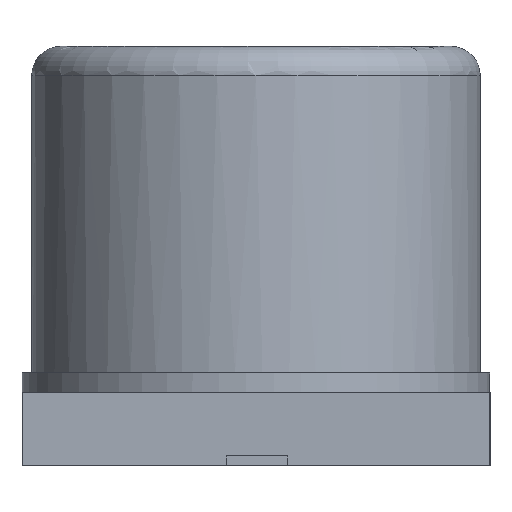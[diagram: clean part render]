
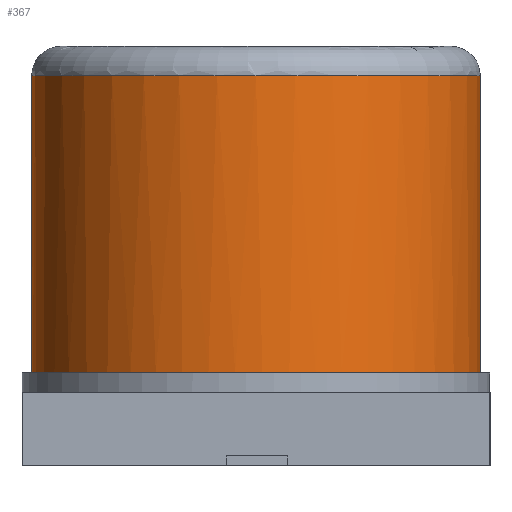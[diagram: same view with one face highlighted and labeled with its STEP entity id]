
A CAD part, left-side view. The second image highlights one B-rep face of the part: STEP entity #367.
In plain terms, the highlighted cylindrical face has radius 2.3 mm (diameter 4.6 mm), a partial arc.
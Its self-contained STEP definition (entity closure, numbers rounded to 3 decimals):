
#264 = VERTEX_POINT('',#265);
#265 = CARTESIAN_POINT('',(-2.916,-2.3,0.95));
#271 = EDGE_CURVE('',#264,#272,#274,.T.);
#272 = VERTEX_POINT('',#273);
#273 = CARTESIAN_POINT('',(-2.916,2.3,0.95));
#274 = B_SPLINE_CURVE_WITH_KNOTS('',3,(#275,#276,#277,#278,#279,#280,
    #281,#282,#283,#284,#285,#286,#287,#288,#289,#290,#291,#292,#293,
    #294,#295,#296,#297,#298,#299,#300,#301,#302,#303,#304,#305,#306,
    #307,#308,#309,#310,#311,#312),.UNSPECIFIED.,.F.,.F.,(4,1,1,1,2,2,2,
    1,1,1,2,2,2,1,1,1,2,2,2,1,1,1,2,2,4),(0.,0.063,0.094,0.109
    ,0.117,0.125,0.25,0.313,0.344,0.359,0.367,0.375,0.5,
    0.563,0.594,0.609,0.617,0.625,0.75,0.813,0.844,0.859
    ,0.867,0.875,1.),.UNSPECIFIED.);
#275 = CARTESIAN_POINT('',(-2.916,-2.3,0.95));
#276 = CARTESIAN_POINT('',(-3.062,-2.3,0.95));
#277 = CARTESIAN_POINT('',(-3.278,-2.28,0.95));
#278 = CARTESIAN_POINT('',(-3.522,-2.221,0.95));
#279 = CARTESIAN_POINT('',(-3.643,-2.183,0.95));
#280 = CARTESIAN_POINT('',(-3.695,-2.164,0.95));
#281 = CARTESIAN_POINT('',(-3.729,-2.152,0.95));
#282 = CARTESIAN_POINT('',(-3.744,-2.146,0.95));
#283 = CARTESIAN_POINT('',(-4.058,-2.022,0.95));
#284 = CARTESIAN_POINT('',(-4.318,-1.85,0.95));
#285 = CARTESIAN_POINT('',(-4.655,-1.514,0.95));
#286 = CARTESIAN_POINT('',(-4.803,-1.333,0.95));
#287 = CARTESIAN_POINT('',(-4.94,-1.098,0.95));
#288 = CARTESIAN_POINT('',(-5.,-0.974,0.95));
#289 = CARTESIAN_POINT('',(-5.024,-0.92,0.95));
#290 = CARTESIAN_POINT('',(-5.04,-0.883,0.95));
#291 = CARTESIAN_POINT('',(-5.048,-0.864,0.95));
#292 = CARTESIAN_POINT('',(-5.162,-0.575,0.95));
#293 = CARTESIAN_POINT('',(-5.216,-0.292,0.95));
#294 = CARTESIAN_POINT('',(-5.216,0.146,0.95));
#295 = CARTESIAN_POINT('',(-5.196,0.361,0.95));
#296 = CARTESIAN_POINT('',(-5.137,0.606,0.95));
#297 = CARTESIAN_POINT('',(-5.099,0.727,0.95));
#298 = CARTESIAN_POINT('',(-5.081,0.778,0.95));
#299 = CARTESIAN_POINT('',(-5.068,0.813,0.95));
#300 = CARTESIAN_POINT('',(-5.062,0.828,0.95));
#301 = CARTESIAN_POINT('',(-4.938,1.141,0.95));
#302 = CARTESIAN_POINT('',(-4.766,1.402,0.95));
#303 = CARTESIAN_POINT('',(-4.431,1.738,0.95));
#304 = CARTESIAN_POINT('',(-4.249,1.886,0.95));
#305 = CARTESIAN_POINT('',(-4.014,2.024,0.95));
#306 = CARTESIAN_POINT('',(-3.89,2.084,0.95));
#307 = CARTESIAN_POINT('',(-3.836,2.108,0.95));
#308 = CARTESIAN_POINT('',(-3.8,2.124,0.95));
#309 = CARTESIAN_POINT('',(-3.78,2.132,0.95));
#310 = CARTESIAN_POINT('',(-3.491,2.246,0.95));
#311 = CARTESIAN_POINT('',(-3.209,2.3,0.95));
#312 = CARTESIAN_POINT('',(-2.916,2.3,0.95));
#367 = ADVANCED_FACE('',(#368),#394,.T.);
#368 = FACE_BOUND('',#369,.T.);
#369 = EDGE_LOOP('',(#370,#378,#387,#393));
#370 = ORIENTED_EDGE('',*,*,#371,.T.);
#371 = EDGE_CURVE('',#264,#372,#374,.T.);
#372 = VERTEX_POINT('',#373);
#373 = CARTESIAN_POINT('',(-2.916,-2.3,4.));
#374 = LINE('',#375,#376);
#375 = CARTESIAN_POINT('',(-2.916,-2.3,4.3));
#376 = VECTOR('',#377,1.);
#377 = DIRECTION('',(0.,0.,1.));
#378 = ORIENTED_EDGE('',*,*,#379,.T.);
#379 = EDGE_CURVE('',#372,#380,#382,.T.);
#380 = VERTEX_POINT('',#381);
#381 = CARTESIAN_POINT('',(-2.916,2.3,4.));
#382 = CIRCLE('',#383,2.3);
#383 = AXIS2_PLACEMENT_3D('',#384,#385,#386);
#384 = CARTESIAN_POINT('',(-2.916,0.,4.));
#385 = DIRECTION('',(0.,0.,-1.));
#386 = DIRECTION('',(0.,1.,0.));
#387 = ORIENTED_EDGE('',*,*,#388,.T.);
#388 = EDGE_CURVE('',#380,#272,#389,.T.);
#389 = LINE('',#390,#391);
#390 = CARTESIAN_POINT('',(-2.916,2.3,4.3));
#391 = VECTOR('',#392,1.);
#392 = DIRECTION('',(0.,0.,-1.));
#393 = ORIENTED_EDGE('',*,*,#271,.F.);
#394 = CYLINDRICAL_SURFACE('',#395,2.3);
#395 = AXIS2_PLACEMENT_3D('',#396,#397,#398);
#396 = CARTESIAN_POINT('',(-2.916,0.,4.3));
#397 = DIRECTION('',(0.,0.,-1.));
#398 = DIRECTION('',(0.,1.,0.));
